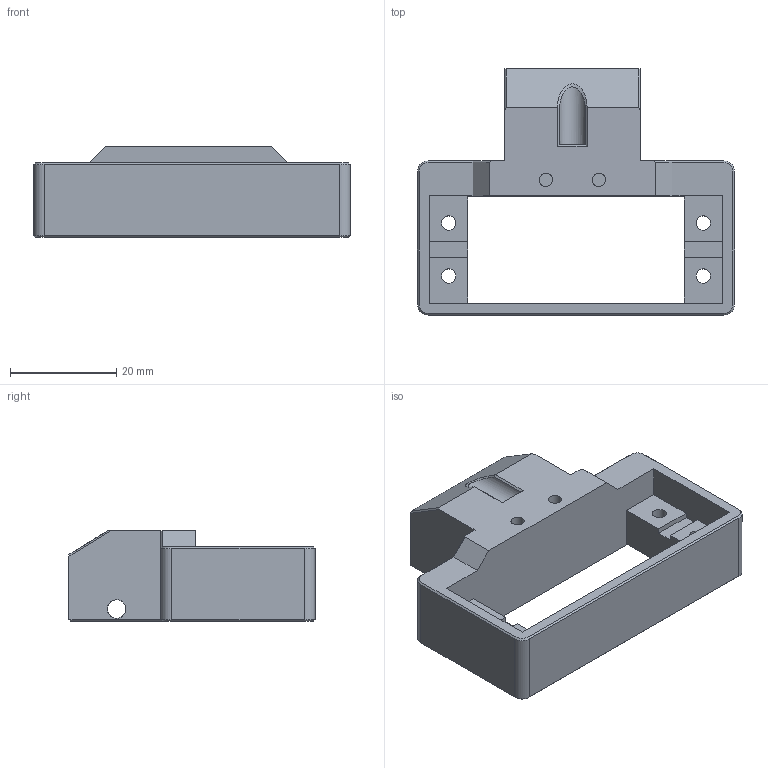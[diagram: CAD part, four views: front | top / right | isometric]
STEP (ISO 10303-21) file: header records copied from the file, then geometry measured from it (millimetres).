
FILE_DESCRIPTION(('FreeCAD Model'),'2;1');
FILE_NAME('Open CASCADE Shape Model','2024-12-18T21:27:31',('Author'),( ''),'Open CASCADE STEP processor 7.7','FreeCAD','Unknown');
FILE_SCHEMA(('AUTOMOTIVE_DESIGN { 1 0 10303 214 1 1 1 1 }'));
Length unit declared in the file: millimetre
Products named in the file (1): BodyServoBase
Bounding box: 59.8 x 46.39 x 17.06 mm (x, y, z)
Volume: 17043 mm3; surface area: 8359.3 mm2
Topology: 1 solids, 1 shells, 92 faces, 241 edges, 152 vertices
Faces by surface type: plane 64, cylinder 13, cone 12, bspline 3
Full cylindrical faces by diameter (mm): 2.5 x2, 2.7 x4, 3.5 x2
Entity records: 2948 total; most frequent: CARTESIAN_POINT 663, ORIENTED_EDGE 482, DIRECTION 438, EDGE_CURVE 241, LINE 176, VECTOR 176, VERTEX_POINT 152, AXIS2_PLACEMENT_3D 131
